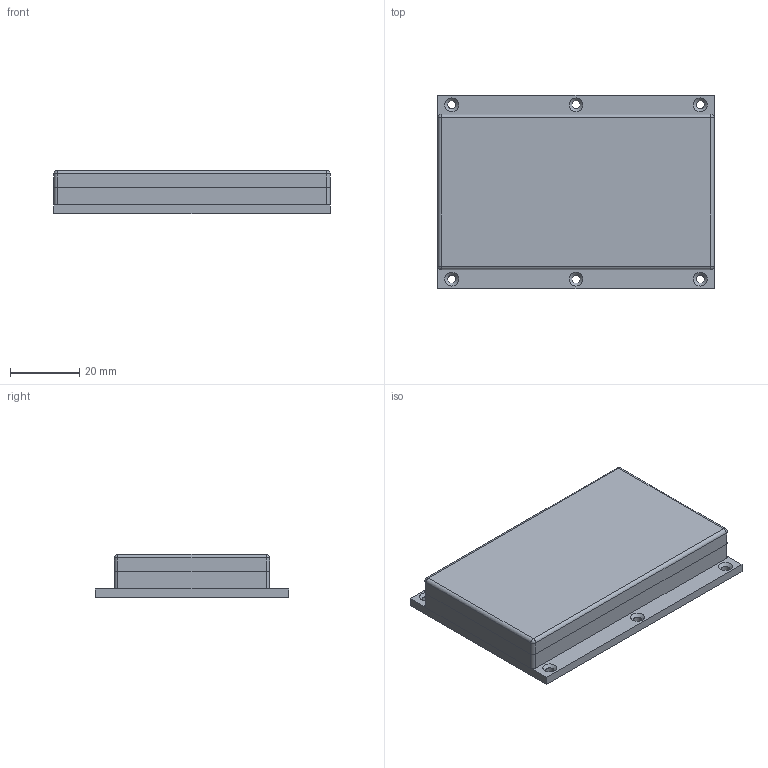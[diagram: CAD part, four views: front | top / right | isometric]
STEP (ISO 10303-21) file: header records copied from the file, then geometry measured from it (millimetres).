
FILE_DESCRIPTION(('FreeCAD Model'),'2;1');
FILE_NAME('Open CASCADE Shape Model','2024-10-29T09:45:15',(''),(''), 'Open CASCADE STEP processor 7.6','FreeCAD','Unknown');
FILE_SCHEMA(('AUTOMOTIVE_DESIGN { 1 0 10303 214 1 1 1 1 }'));
Length unit declared in the file: millimetre
Products named in the file (1): Cuerpo
Bounding box: 80 x 56 x 12.5 mm (x, y, z)
Volume: 26052.9 mm3; surface area: 14308.4 mm2
Topology: 1 solids, 1 shells, 62 faces, 144 edges, 82 vertices
Faces by surface type: plane 34, cylinder 18, cone 6, sphere 4
Full cylindrical faces by diameter (mm): 2.4 x6
Entity records: 1738 total; most frequent: DIRECTION 304, CARTESIAN_POINT 285, ORIENTED_EDGE 280, EDGE_CURVE 140, LINE 102, VECTOR 102, AXIS2_PLACEMENT_3D 101, VERTEX_POINT 82
